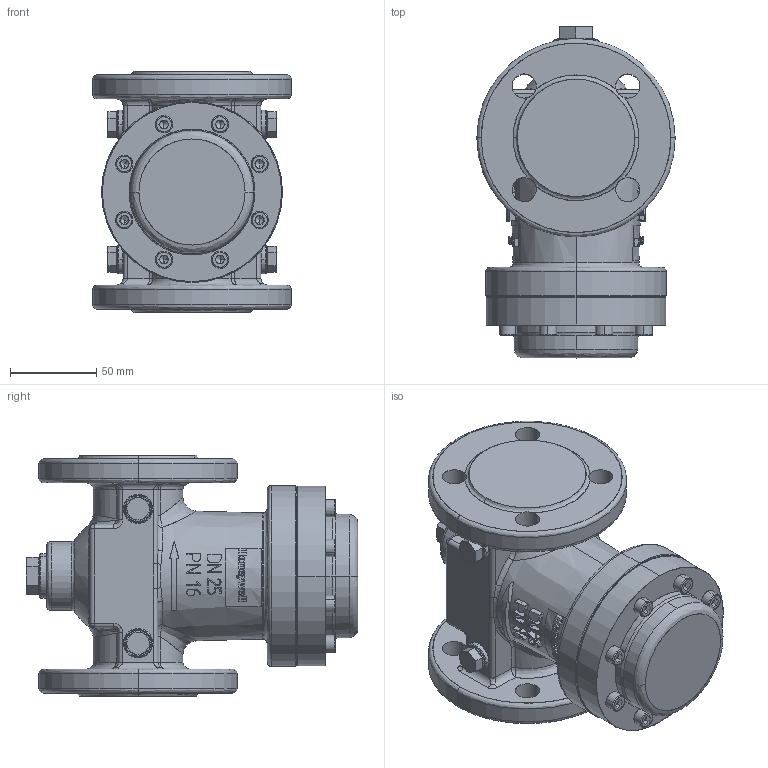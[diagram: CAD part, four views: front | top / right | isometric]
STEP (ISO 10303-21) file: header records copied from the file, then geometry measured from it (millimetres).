
FILE_DESCRIPTION (( 'STEP AP214' ), '1' );
FILE_NAME ('MB_3D_HON906_DN_25_PN16.STEP', '2017-03-20T09:48:30', ( '' ), ( '' ), 'SwSTEP 2.0', 'SolidWorks 2015', '' );
FILE_SCHEMA (( 'AUTOMOTIVE_DESIGN' ));
Length unit declared in the file: millimetre
Products named in the file (1): MB_3D_HON906_DN_25_PN16
Bounding box: 115 x 192.56 x 140 mm (x, y, z)
Surface area: 150397.4 mm2 (no closed solid volume)
Topology: 0 solids, 1063 shells, 1429 faces, 5822 edges, 5442 vertices
Faces by surface type: bspline 606, plane 479, cylinder 195, cone 149
Entity records: 103223 total; most frequent: CARTESIAN_POINT 62180, ORIENTED_EDGE 6706, DIRECTION 6193, EDGE_CURVE 5790, VERTEX_POINT 5442, B_SPLINE_CURVE_WITH_KNOTS 2399, VECTOR 2225, LINE 2225
